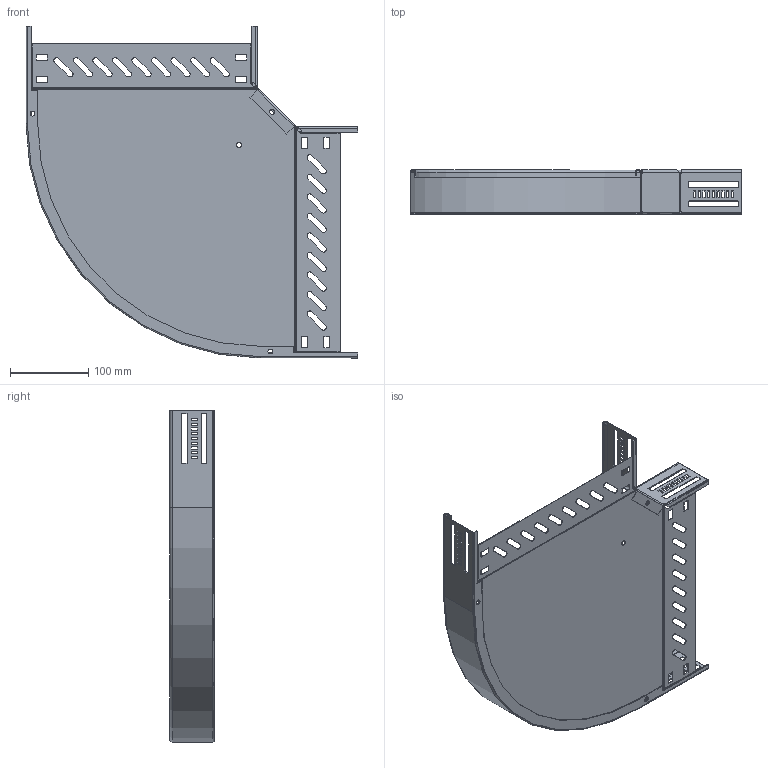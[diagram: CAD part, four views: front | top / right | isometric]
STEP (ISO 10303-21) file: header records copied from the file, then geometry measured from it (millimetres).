
FILE_DESCRIPTION (( 'STEP AP214' ), '1' );
FILE_NAME ('6036566.STEP', '2024-05-27T09:38:27', ( '' ), ( '' ), 'SwSTEP 2.0', 'SolidWorks 2022', '' );
FILE_SCHEMA (( 'AUTOMOTIVE_DESIGN' ));
Length unit declared in the file: millimetre
Products named in the file (4): 167733_300; 6036566; 167734_300; 167655_60x90°
Assembly tree (3 placements, depth 2):
  6036566
    167734_300
    167733_300
    167655_60x90°
Bounding box: 425 x 57 x 425 mm (x, y, z)
Volume: 181199.2 mm3; surface area: 397383.2 mm2
Topology: 3 solids, 3 shells, 546 faces, 1496 edges, 956 vertices
Faces by surface type: plane 356, cylinder 178, bspline 8, torus 4
Entity records: 17900 total; most frequent: CARTESIAN_POINT 3356, ORIENTED_EDGE 2992, DIRECTION 2878, EDGE_CURVE 1496, VECTOR 1122, LINE 1122, VERTEX_POINT 956, AXIS2_PLACEMENT_3D 878
